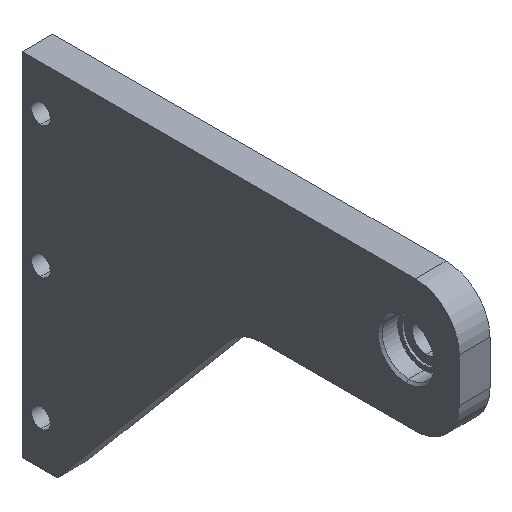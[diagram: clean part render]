
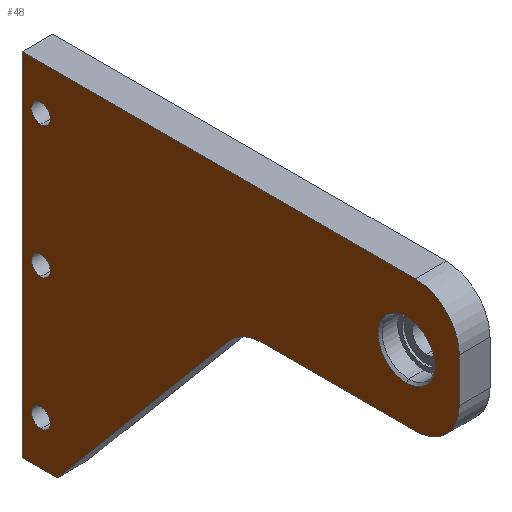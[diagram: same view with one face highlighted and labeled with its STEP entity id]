
A CAD part, isometric view. The second image highlights one B-rep face of the part: STEP entity #48.
In plain terms, the highlighted planar face has unit normal (-1, 0, 0).
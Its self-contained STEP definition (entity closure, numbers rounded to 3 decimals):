
#1 = CARTESIAN_POINT ( 'NONE',  ( 0., -7., 15. ) ) ;
#3 = DIRECTION ( 'NONE',  ( 0., 0., -1. ) ) ;
#4 = DIRECTION ( 'NONE',  ( 1., 0., 0. ) ) ;
#7 = FACE_BOUND ( 'NONE', #829, .T. ) ;
#10 = VECTOR ( 'NONE', #818, 1000. ) ;
#36 = DIRECTION ( 'NONE',  ( 0., 0., 1. ) ) ;
#42 = VERTEX_POINT ( 'NONE', #203 ) ;
#43 = LINE ( 'NONE', #249, #10 ) ;
#48 = ADVANCED_FACE ( 'NONE', ( #815, #7, #217, #243, #739 ), #355, .F. ) ;
#52 = DIRECTION ( 'NONE',  ( 1., 0., 0. ) ) ;
#57 = VERTEX_POINT ( 'NONE', #654 ) ;
#59 = CARTESIAN_POINT ( 'NONE',  ( 0., -11.3, -25. ) ) ;
#67 = ORIENTED_EDGE ( 'NONE', *, *, #464, .F. ) ;
#72 = AXIS2_PLACEMENT_3D ( 'NONE', #354, #103, #772 ) ;
#93 = DIRECTION ( 'NONE',  ( 0., 0., -1. ) ) ;
#94 = CARTESIAN_POINT ( 'NONE',  ( 0., -11.3, -27.15 ) ) ;
#101 = VECTOR ( 'NONE', #36, 1000. ) ;
#103 = DIRECTION ( 'NONE',  ( 1., 0., 0. ) ) ;
#107 = ORIENTED_EDGE ( 'NONE', *, *, #144, .F. ) ;
#126 = CARTESIAN_POINT ( 'NONE',  ( 0., -11.3, 2.85 ) ) ;
#128 = AXIS2_PLACEMENT_3D ( 'NONE', #608, #4, #1063 ) ;
#138 = ORIENTED_EDGE ( 'NONE', *, *, #651, .T. ) ;
#144 = EDGE_CURVE ( 'NONE', #264, #972, #43, .T. ) ;
#157 = VERTEX_POINT ( 'NONE', #335 ) ;
#160 = DIRECTION ( 'NONE',  ( 0., 0., -1. ) ) ;
#162 = DIRECTION ( 'NONE',  ( 1., 0., 0. ) ) ;
#168 = VECTOR ( 'NONE', #3, 1000. ) ;
#169 = EDGE_LOOP ( 'NONE', ( #729, #989 ) ) ;
#170 = CARTESIAN_POINT ( 'NONE',  ( 0., -11.3, -55. ) ) ;
#184 = CARTESIAN_POINT ( 'NONE',  ( 0., -15., -65. ) ) ;
#185 = VERTEX_POINT ( 'NONE', #351 ) ;
#195 = AXIS2_PLACEMENT_3D ( 'NONE', #59, #52, #552 ) ;
#202 = CIRCLE ( 'NONE', #422, 10. ) ;
#203 = CARTESIAN_POINT ( 'NONE',  ( 0., -11.3, -22.85 ) ) ;
#211 = EDGE_CURVE ( 'NONE', #416, #447, #878, .T. ) ;
#217 = FACE_BOUND ( 'NONE', #169, .T. ) ;
#232 = VERTEX_POINT ( 'NONE', #339 ) ;
#240 = CARTESIAN_POINT ( 'NONE',  ( 0., 0., 0. ) ) ;
#243 = FACE_BOUND ( 'NONE', #400, .T. ) ;
#249 = CARTESIAN_POINT ( 'NONE',  ( 0., -57., -15. ) ) ;
#256 = CIRCLE ( 'NONE', #762, 6.5 ) ;
#257 = DIRECTION ( 'NONE',  ( 0., 0., -1. ) ) ;
#261 = ORIENTED_EDGE ( 'NONE', *, *, #719, .F. ) ;
#264 = VERTEX_POINT ( 'NONE', #750 ) ;
#269 = CARTESIAN_POINT ( 'NONE',  ( 0., -11.3, -55. ) ) ;
#277 = EDGE_CURVE ( 'NONE', #748, #232, #973, .T. ) ;
#286 = ORIENTED_EDGE ( 'NONE', *, *, #733, .T. ) ;
#291 = CARTESIAN_POINT ( 'NONE',  ( 0., -96.5, -15. ) ) ;
#304 = ORIENTED_EDGE ( 'NONE', *, *, #277, .F. ) ;
#305 = AXIS2_PLACEMENT_3D ( 'NONE', #269, #162, #160 ) ;
#327 = CIRCLE ( 'NONE', #601, 2.15 ) ;
#335 = CARTESIAN_POINT ( 'NONE',  ( 0., -94.5, 6.5 ) ) ;
#339 = CARTESIAN_POINT ( 'NONE',  ( 0., -96.5, 15. ) ) ;
#345 = CARTESIAN_POINT ( 'NONE',  ( 0., -96.5, 5. ) ) ;
#351 = CARTESIAN_POINT ( 'NONE',  ( 0., -106.5, 5. ) ) ;
#354 = CARTESIAN_POINT ( 'NONE',  ( 0., -11.3, 5. ) ) ;
#355 = PLANE ( 'NONE',  #362 ) ;
#361 = VECTOR ( 'NONE', #492, 1000. ) ;
#362 = AXIS2_PLACEMENT_3D ( 'NONE', #240, #670, #742 ) ;
#366 = CARTESIAN_POINT ( 'NONE',  ( 0., -11.3, 7.15 ) ) ;
#379 = CIRCLE ( 'NONE', #667, 10. ) ;
#394 = LINE ( 'NONE', #939, #101 ) ;
#399 = CARTESIAN_POINT ( 'NONE',  ( 0., -15., -65. ) ) ;
#400 = EDGE_LOOP ( 'NONE', ( #591, #822 ) ) ;
#402 = CARTESIAN_POINT ( 'NONE',  ( 0., -61.66, -15. ) ) ;
#408 = DIRECTION ( 'NONE',  ( 1., 0., 0. ) ) ;
#414 = LINE ( 'NONE', #399, #542 ) ;
#416 = VERTEX_POINT ( 'NONE', #620 ) ;
#422 = AXIS2_PLACEMENT_3D ( 'NONE', #439, #687, #1061 ) ;
#430 = AXIS2_PLACEMENT_3D ( 'NONE', #170, #435, #442 ) ;
#435 = DIRECTION ( 'NONE',  ( 1., 0., 0. ) ) ;
#436 = VERTEX_POINT ( 'NONE', #291 ) ;
#439 = CARTESIAN_POINT ( 'NONE',  ( 0., -61.66, -25. ) ) ;
#441 = CIRCLE ( 'NONE', #430, 2.15 ) ;
#442 = DIRECTION ( 'NONE',  ( 0., 0., -1. ) ) ;
#447 = VERTEX_POINT ( 'NONE', #628 ) ;
#464 = EDGE_CURVE ( 'NONE', #592, #748, #394, .T. ) ;
#482 = CIRCLE ( 'NONE', #72, 2.15 ) ;
#490 = DIRECTION ( 'NONE',  ( 0., 0., -1. ) ) ;
#492 = DIRECTION ( 'NONE',  ( 0., 1., 0. ) ) ;
#498 = CARTESIAN_POINT ( 'NONE',  ( 0., -106.5, -15. ) ) ;
#501 = EDGE_CURVE ( 'NONE', #972, #592, #414, .T. ) ;
#510 = DIRECTION ( 'NONE',  ( -1., 0., 0. ) ) ;
#512 = CARTESIAN_POINT ( 'NONE',  ( 0., -94.5, 0. ) ) ;
#515 = AXIS2_PLACEMENT_3D ( 'NONE', #345, #510, #257 ) ;
#521 = EDGE_LOOP ( 'NONE', ( #868, #1015 ) ) ;
#524 = EDGE_CURVE ( 'NONE', #915, #810, #327, .T. ) ;
#542 = VECTOR ( 'NONE', #562, 1000. ) ;
#543 = EDGE_CURVE ( 'NONE', #42, #1005, #916, .T. ) ;
#544 = VERTEX_POINT ( 'NONE', #402 ) ;
#552 = DIRECTION ( 'NONE',  ( 0., 0., -1. ) ) ;
#557 = DIRECTION ( 'NONE',  ( 0., 0., -1. ) ) ;
#562 = DIRECTION ( 'NONE',  ( 0., 1., 0. ) ) ;
#586 = EDGE_CURVE ( 'NONE', #436, #544, #1000, .T. ) ;
#591 = ORIENTED_EDGE ( 'NONE', *, *, #785, .T. ) ;
#592 = VERTEX_POINT ( 'NONE', #971 ) ;
#593 = ORIENTED_EDGE ( 'NONE', *, *, #501, .F. ) ;
#601 = AXIS2_PLACEMENT_3D ( 'NONE', #798, #730, #557 ) ;
#608 = CARTESIAN_POINT ( 'NONE',  ( 0., -11.3, -25. ) ) ;
#615 = EDGE_CURVE ( 'NONE', #436, #1031, #379, .T. ) ;
#620 = CARTESIAN_POINT ( 'NONE',  ( 0., -11.3, -52.85 ) ) ;
#628 = CARTESIAN_POINT ( 'NONE',  ( 0., -11.3, -57.15 ) ) ;
#651 = EDGE_CURVE ( 'NONE', #185, #232, #744, .T. ) ;
#653 = EDGE_LOOP ( 'NONE', ( #930, #717, #261, #138, #304, #67, #593, #107, #708 ) ) ;
#654 = CARTESIAN_POINT ( 'NONE',  ( 0., -94.5, -6.5 ) ) ;
#658 = CARTESIAN_POINT ( 'NONE',  ( 0., -96.5, -5. ) ) ;
#659 = EDGE_CURVE ( 'NONE', #264, #544, #202, .T. ) ;
#667 = AXIS2_PLACEMENT_3D ( 'NONE', #658, #813, #672 ) ;
#670 = DIRECTION ( 'NONE',  ( 1., 0., 0. ) ) ;
#672 = DIRECTION ( 'NONE',  ( 0., 0., -1. ) ) ;
#687 = DIRECTION ( 'NONE',  ( 1., 0., 0. ) ) ;
#708 = ORIENTED_EDGE ( 'NONE', *, *, #659, .T. ) ;
#711 = CARTESIAN_POINT ( 'NONE',  ( 0., -106.5, -5. ) ) ;
#717 = ORIENTED_EDGE ( 'NONE', *, *, #615, .T. ) ;
#719 = EDGE_CURVE ( 'NONE', #185, #1031, #843, .T. ) ;
#725 = CIRCLE ( 'NONE', #966, 6.5 ) ;
#729 = ORIENTED_EDGE ( 'NONE', *, *, #993, .T. ) ;
#730 = DIRECTION ( 'NONE',  ( 1., 0., 0. ) ) ;
#733 = EDGE_CURVE ( 'NONE', #447, #416, #441, .T. ) ;
#739 = FACE_OUTER_BOUND ( 'NONE', #653, .T. ) ;
#741 = EDGE_CURVE ( 'NONE', #57, #157, #256, .T. ) ;
#742 = DIRECTION ( 'NONE',  ( 0., 0., -1. ) ) ;
#744 = CIRCLE ( 'NONE', #515, 10. ) ;
#748 = VERTEX_POINT ( 'NONE', #1 ) ;
#750 = CARTESIAN_POINT ( 'NONE',  ( 0., -54.003, -18.568 ) ) ;
#751 = DIRECTION ( 'NONE',  ( 1., 0., 0. ) ) ;
#762 = AXIS2_PLACEMENT_3D ( 'NONE', #512, #751, #93 ) ;
#772 = DIRECTION ( 'NONE',  ( 0., 0., -1. ) ) ;
#785 = EDGE_CURVE ( 'NONE', #810, #915, #482, .T. ) ;
#798 = CARTESIAN_POINT ( 'NONE',  ( 0., -11.3, 5. ) ) ;
#810 = VERTEX_POINT ( 'NONE', #126 ) ;
#813 = DIRECTION ( 'NONE',  ( -1., 0., 0. ) ) ;
#815 = FACE_BOUND ( 'NONE', #521, .T. ) ;
#818 = DIRECTION ( 'NONE',  ( 0., 0.643, -0.766 ) ) ;
#822 = ORIENTED_EDGE ( 'NONE', *, *, #524, .T. ) ;
#828 = CIRCLE ( 'NONE', #128, 2.15 ) ;
#829 = EDGE_LOOP ( 'NONE', ( #286, #906 ) ) ;
#843 = LINE ( 'NONE', #895, #168 ) ;
#852 = EDGE_CURVE ( 'NONE', #157, #57, #725, .T. ) ;
#858 = VECTOR ( 'NONE', #976, 1000. ) ;
#868 = ORIENTED_EDGE ( 'NONE', *, *, #852, .T. ) ;
#873 = CARTESIAN_POINT ( 'NONE',  ( 0., -94.5, 0. ) ) ;
#878 = CIRCLE ( 'NONE', #305, 2.15 ) ;
#895 = CARTESIAN_POINT ( 'NONE',  ( 0., -106.5, 15. ) ) ;
#906 = ORIENTED_EDGE ( 'NONE', *, *, #211, .T. ) ;
#915 = VERTEX_POINT ( 'NONE', #366 ) ;
#916 = CIRCLE ( 'NONE', #195, 2.15 ) ;
#930 = ORIENTED_EDGE ( 'NONE', *, *, #586, .F. ) ;
#939 = CARTESIAN_POINT ( 'NONE',  ( 0., -7., 15. ) ) ;
#966 = AXIS2_PLACEMENT_3D ( 'NONE', #873, #408, #490 ) ;
#971 = CARTESIAN_POINT ( 'NONE',  ( 0., -7., -65. ) ) ;
#972 = VERTEX_POINT ( 'NONE', #184 ) ;
#973 = LINE ( 'NONE', #977, #858 ) ;
#976 = DIRECTION ( 'NONE',  ( 0., -1., 0. ) ) ;
#977 = CARTESIAN_POINT ( 'NONE',  ( 0., -7., 15. ) ) ;
#989 = ORIENTED_EDGE ( 'NONE', *, *, #543, .T. ) ;
#993 = EDGE_CURVE ( 'NONE', #1005, #42, #828, .T. ) ;
#1000 = LINE ( 'NONE', #498, #361 ) ;
#1005 = VERTEX_POINT ( 'NONE', #94 ) ;
#1015 = ORIENTED_EDGE ( 'NONE', *, *, #741, .T. ) ;
#1031 = VERTEX_POINT ( 'NONE', #711 ) ;
#1061 = DIRECTION ( 'NONE',  ( 0., 0., -1. ) ) ;
#1063 = DIRECTION ( 'NONE',  ( 0., 0., -1. ) ) ;
